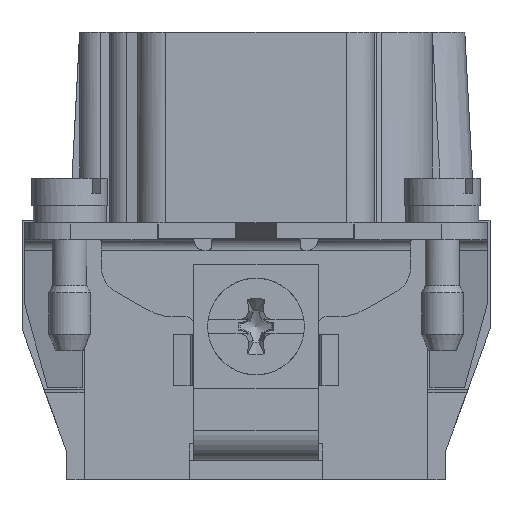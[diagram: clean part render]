
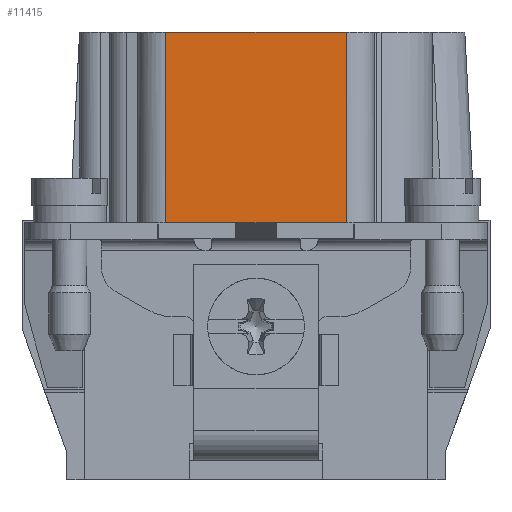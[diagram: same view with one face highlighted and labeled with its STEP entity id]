
A CAD part, left-side view. The second image highlights one B-rep face of the part: STEP entity #11415.
In plain terms, the highlighted planar face has unit normal (-1, 0, 0).
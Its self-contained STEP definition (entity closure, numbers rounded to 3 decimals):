
#8873=PLANE('',#37966);
#11415=ADVANCED_FACE('',(#12924),#8873,.T.);
#12924=FACE_OUTER_BOUND('',#14265,.T.);
#14265=EDGE_LOOP('',(#18068,#18069,#18070,#18071));
#18068=ORIENTED_EDGE('',*,*,#27153,.T.);
#18069=ORIENTED_EDGE('',*,*,#27762,.T.);
#18070=ORIENTED_EDGE('',*,*,#27657,.F.);
#18071=ORIENTED_EDGE('',*,*,#27763,.T.);
#24195=VERTEX_POINT('',#59760);
#24210=VERTEX_POINT('',#59791);
#24599=VERTEX_POINT('',#60806);
#24600=VERTEX_POINT('',#60808);
#27153=EDGE_CURVE('',#24195,#24210,#31532,.T.);
#27657=EDGE_CURVE('',#24599,#24600,#31975,.T.);
#27762=EDGE_CURVE('',#24210,#24600,#32067,.T.);
#27763=EDGE_CURVE('',#24599,#24195,#32068,.T.);
#31532=LINE('',#59792,#34018);
#31975=LINE('',#60807,#34461);
#32067=LINE('',#61012,#34553);
#32068=LINE('',#61013,#34554);
#34018=VECTOR('',#40796,1.);
#34461=VECTOR('',#41553,1.);
#34553=VECTOR('',#41769,1.);
#34554=VECTOR('',#41770,1.);
#37966=AXIS2_PLACEMENT_3D('',#61014,#41771,#41772);
#40796=DIRECTION('',(0.,-1.,0.));
#41553=DIRECTION('',(0.,-1.,0.));
#41769=DIRECTION('',(0.,0.,1.));
#41770=DIRECTION('',(0.,0.,-1.));
#41771=DIRECTION('',(-1.,0.,0.));
#41772=DIRECTION('',(0.,0.,-1.));
#59760=CARTESIAN_POINT('',(-25.425,6.55,1.2));
#59791=CARTESIAN_POINT('',(-25.425,-6.55,1.2));
#59792=CARTESIAN_POINT('',(-25.425,8.55,1.2));
#60806=CARTESIAN_POINT('',(-25.425,6.55,15.));
#60807=CARTESIAN_POINT('',(-25.425,8.55,15.));
#60808=CARTESIAN_POINT('',(-25.425,-6.55,15.));
#61012=CARTESIAN_POINT('',(-25.425,-6.55,15.));
#61013=CARTESIAN_POINT('',(-25.425,6.55,15.));
#61014=CARTESIAN_POINT('',(-25.425,8.55,15.));
